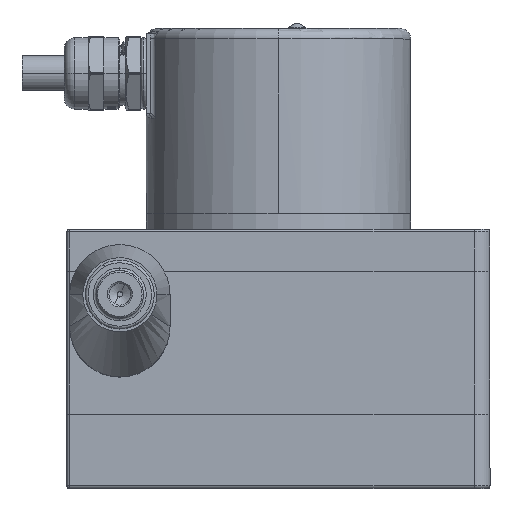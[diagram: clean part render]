
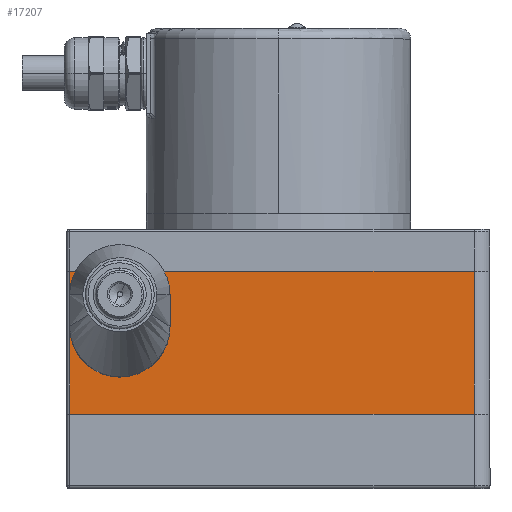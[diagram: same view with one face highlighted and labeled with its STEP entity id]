
A CAD part, top view. The second image highlights one B-rep face of the part: STEP entity #17207.
In plain terms, the highlighted planar face has unit normal (0, 0, 1).
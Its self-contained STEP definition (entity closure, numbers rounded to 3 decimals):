
#17023=CARTESIAN_POINT('Vertex',(-37.,-4.5,40.)) ;
#17026=CARTESIAN_POINT('Line Origine',(-37.,9.,40.)) ;
#17030=CARTESIAN_POINT('Vertex',(-37.,22.5,40.)) ;
#17177=CARTESIAN_POINT('Axis2P3D Location',(40.,0.,40.)) ;
#17182=CARTESIAN_POINT('Line Origine',(39.5,9.,40.)) ;
#17186=CARTESIAN_POINT('Vertex',(39.5,-4.5,40.)) ;
#17188=CARTESIAN_POINT('Vertex',(39.5,22.5,40.)) ;
#17191=CARTESIAN_POINT('Line Origine',(1.25,22.5,40.)) ;
#17196=CARTESIAN_POINT('Line Origine',(1.25,-4.5,40.)) ;
#17027=DIRECTION('Vector Direction',(0.,-1.,0.)) ;
#17178=DIRECTION('Axis2P3D Direction',(0.,0.,-1.)) ;
#17179=DIRECTION('Axis2P3D XDirection',(-1.,0.,0.)) ;
#17183=DIRECTION('Vector Direction',(0.,1.,0.)) ;
#17192=DIRECTION('Vector Direction',(-1.,0.,0.)) ;
#17197=DIRECTION('Vector Direction',(-1.,0.,0.)) ;
#17180=AXIS2_PLACEMENT_3D('Plane Axis2P3D',#17177,#17178,#17179) ;
#17202=ORIENTED_EDGE('',*,*,#17190,.T.) ;
#17203=ORIENTED_EDGE('',*,*,#17195,.F.) ;
#17204=ORIENTED_EDGE('',*,*,#17032,.F.) ;
#17205=ORIENTED_EDGE('',*,*,#17200,.T.) ;
#17028=VECTOR('Line Direction',#17027,1.) ;
#17184=VECTOR('Line Direction',#17183,1.) ;
#17193=VECTOR('Line Direction',#17192,1.) ;
#17198=VECTOR('Line Direction',#17197,1.) ;
#17207=ADVANCED_FACE('\X2\96F64EF651E04F554F53\X0\',(#17206),#17181,.F.) ;
#17032=EDGE_CURVE('',#17024,#17031,#17029,.F.) ;
#17190=EDGE_CURVE('',#17187,#17189,#17185,.T.) ;
#17195=EDGE_CURVE('',#17031,#17189,#17194,.F.) ;
#17200=EDGE_CURVE('',#17024,#17187,#17199,.F.) ;
#17201=EDGE_LOOP('',(#17202,#17203,#17204,#17205)) ;
#17206=FACE_OUTER_BOUND('',#17201,.T.) ;
#17029=LINE('Line',#17026,#17028) ;
#17185=LINE('Line',#17182,#17184) ;
#17194=LINE('Line',#17191,#17193) ;
#17199=LINE('Line',#17196,#17198) ;
#17181=PLANE('',#17180) ;
#17024=VERTEX_POINT('',#17023) ;
#17031=VERTEX_POINT('',#17030) ;
#17187=VERTEX_POINT('',#17186) ;
#17189=VERTEX_POINT('',#17188) ;
